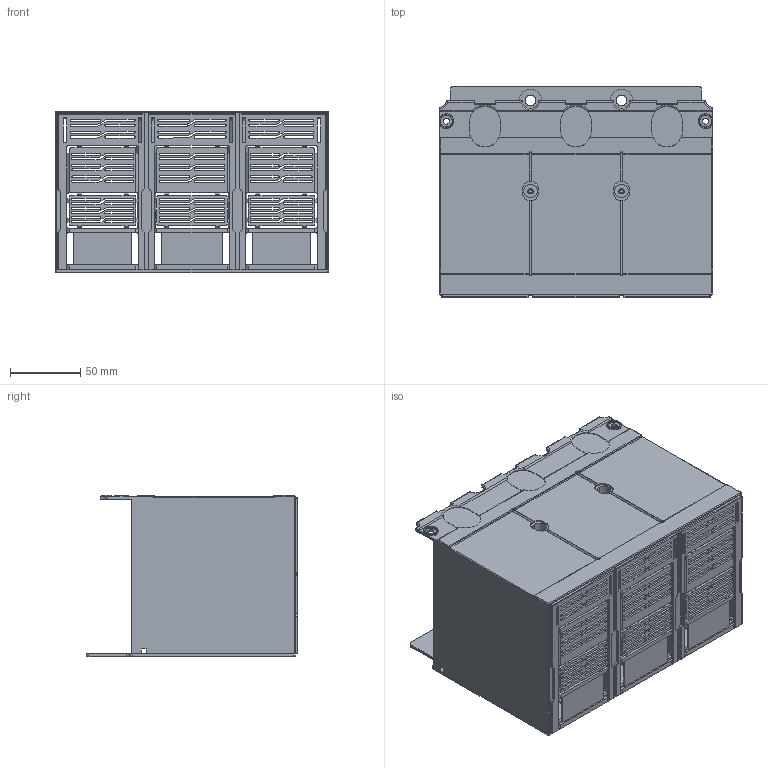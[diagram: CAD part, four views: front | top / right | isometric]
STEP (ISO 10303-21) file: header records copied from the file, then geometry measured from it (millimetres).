
FILE_DESCRIPTION((''),'2;1');
FILE_NAME('ASM0269_ASM','2021-09-16T08:59:27',('zhxmin'),(''),'CREO PARAMETRIC BY PTC INC, 2018020','CREO PARAMETRIC BY PTC INC, 2018020','');
FILE_SCHEMA(('CONFIG_CONTROL_DESIGN','SHAPE_APPEARANCE_LAYERS_GROUPS'));
Length unit declared in the file: millimetre
Products named in the file (3): 8300M0101119; 8742M0101103; ASM0269_ASM
Assembly tree (2 placements, depth 2):
  ASM0269_ASM
    8300M0101119
    8742M0101103
Bounding box: 195 x 151 x 115 mm (x, y, z)
Volume: 269397.7 mm3; surface area: 285335 mm2
Topology: 2 solids, 2 shells, 1410 faces, 4468 edges, 3022 vertices
Faces by surface type: plane 843, cylinder 516, sphere 22, torus 17, bspline 8, cone 4
Entity records: 58405 total; most frequent: CARTESIAN_POINT 9812, ORIENTED_EDGE 8904, DIRECTION 8499, EDGE_CURVE 4452, VERTEX_POINT 3022, VECTOR 3017, LINE 3017, AXIS2_PLACEMENT_3D 2741
